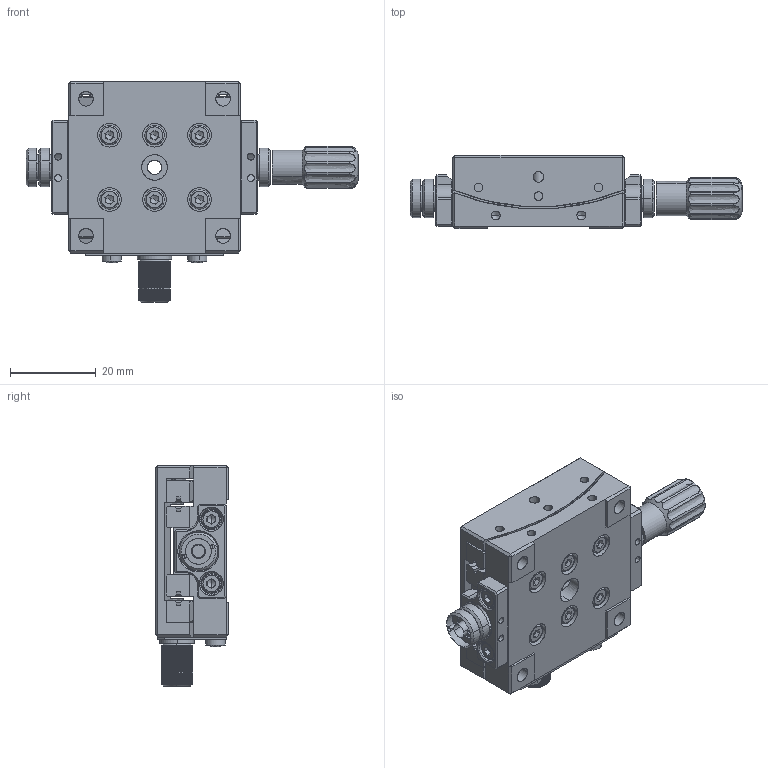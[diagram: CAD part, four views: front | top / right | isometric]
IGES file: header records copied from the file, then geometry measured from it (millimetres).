
Start section: SolidWorks IGES file using analytic representation for surfaces
Global section: file name: KSMG15-40.igs; native system: SolidWorks 2017; preprocessor: SolidWorks 2017; author: deng-ran; date: 190508.122757; units: millimetre
Bounding box: 77.5 x 17 x 51.5 mm (x, y, z)
Surface area: 22977.5 mm2 (no closed solid volume)
Topology: 0 solids, 0 shells, 1609 faces, 19655 edges, 19595 vertices
Faces by surface type: bspline 817, revolution 792
